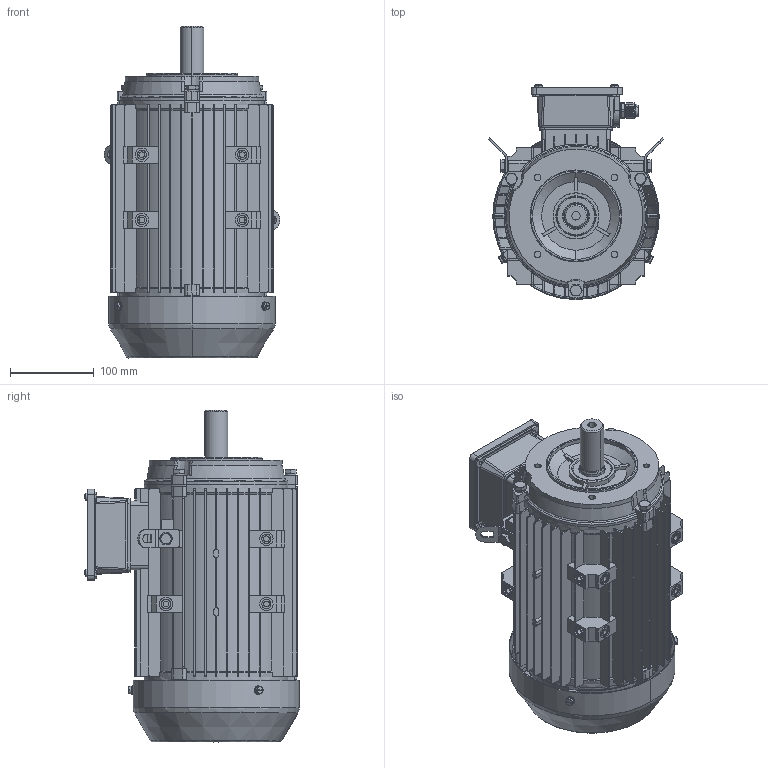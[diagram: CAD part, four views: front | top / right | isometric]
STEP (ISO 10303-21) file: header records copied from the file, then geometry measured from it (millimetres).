
FILE_DESCRIPTION (( 'STEP AP203' ), '1' );
FILE_NAME ('JL3-100-B14A.step', '2018-12-14T08:46:29', ( '' ), ( '' ), 'SwSTEP 2.0', 'SolidWorks 2018', '' );
FILE_SCHEMA (( 'CONFIG_CONTROL_DESIGN' ));
Products named in the file (1): JL3-100-B14A
Bounding box: 210.01 x 256.92 x 397 mm (x, y, z)
Volume: 1656468.5 mm3; surface area: 979031.4 mm2
Topology: 45 solids, 45 shells, 3847 faces, 10482 edges, 6766 vertices
Faces by surface type: plane 1546, cylinder 1518, bspline 569, cone 206, sphere 8
Entity records: 363399 total; most frequent: CARTESIAN_POINT 268481, ORIENTED_EDGE 20876, DIRECTION 18719, EDGE_CURVE 10438, VERTEX_POINT 6766, AXIS2_PLACEMENT_3D 6763, LINE 5193, VECTOR 5193
